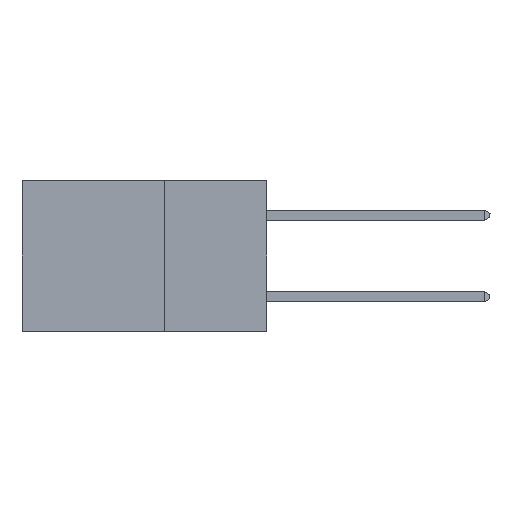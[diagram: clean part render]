
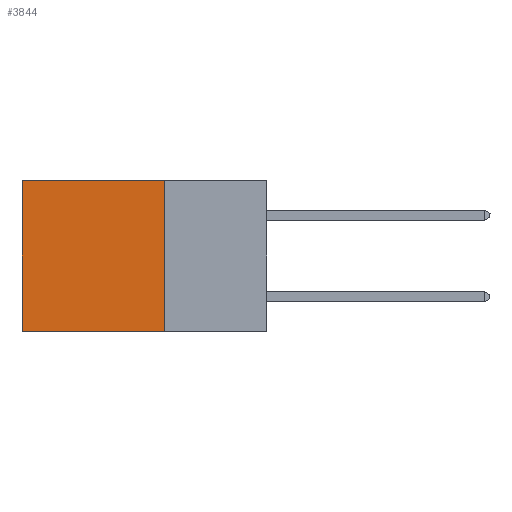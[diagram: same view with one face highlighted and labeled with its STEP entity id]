
A CAD part, left-side view. The second image highlights one B-rep face of the part: STEP entity #3844.
In plain terms, the highlighted planar face has unit normal (-1, 0, 0).
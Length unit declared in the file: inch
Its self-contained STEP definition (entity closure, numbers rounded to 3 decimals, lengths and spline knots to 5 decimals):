
#1085 = LINE ( 'NONE', #11442, #13107 ) ;
#1250 = VERTEX_POINT ( 'NONE', #12705 ) ;
#1257 = CARTESIAN_POINT ( 'NONE',  ( 0.2875, 0.25, 0. ) ) ;
#3353 = CARTESIAN_POINT ( 'NONE',  ( 0.2875, 0.25, 0. ) ) ;
#3731 = ORIENTED_EDGE ( 'NONE', *, *, #13378, .T. ) ;
#3844 = ADVANCED_FACE ( 'NONE', ( #17119 ), #14707, .F. ) ;
#3990 = VERTEX_POINT ( 'NONE', #12282 ) ;
#4301 = CARTESIAN_POINT ( 'NONE',  ( 0.2875, 0.25, -0.37 ) ) ;
#4359 = LINE ( 'NONE', #10255, #18023 ) ;
#4494 = ORIENTED_EDGE ( 'NONE', *, *, #12230, .F. ) ;
#4624 = DIRECTION ( 'NONE',  ( 0., 0., -1. ) ) ;
#5646 = LINE ( 'NONE', #4301, #16510 ) ;
#6242 = LINE ( 'NONE', #3353, #16192 ) ;
#6467 = EDGE_CURVE ( 'NONE', #3990, #8363, #4359, .T. ) ;
#8363 = VERTEX_POINT ( 'NONE', #13800 ) ;
#8413 = CARTESIAN_POINT ( 'NONE',  ( 0.2875, 0.6, -0.37 ) ) ;
#8422 = DIRECTION ( 'NONE',  ( 0., 0., -1. ) ) ;
#8607 = DIRECTION ( 'NONE',  ( 0., 0., -1. ) ) ;
#10202 = VERTEX_POINT ( 'NONE', #8413 ) ;
#10255 = CARTESIAN_POINT ( 'NONE',  ( 0.2875, 0.25, 0. ) ) ;
#11442 = CARTESIAN_POINT ( 'NONE',  ( 0.2875, 0.6, 0. ) ) ;
#12230 = EDGE_CURVE ( 'NONE', #3990, #1250, #6242, .T. ) ;
#12282 = CARTESIAN_POINT ( 'NONE',  ( 0.2875, 0.25, 0. ) ) ;
#12705 = CARTESIAN_POINT ( 'NONE',  ( 0.2875, 0.25, -0.37 ) ) ;
#12910 = ORIENTED_EDGE ( 'NONE', *, *, #14184, .F. ) ;
#13006 = DIRECTION ( 'NONE',  ( 0., 1., 0. ) ) ;
#13107 = VECTOR ( 'NONE', #8422, 39.37008 ) ;
#13262 = DIRECTION ( 'NONE',  ( 1., 0., 0. ) ) ;
#13378 = EDGE_CURVE ( 'NONE', #8363, #10202, #1085, .T. ) ;
#13642 = ORIENTED_EDGE ( 'NONE', *, *, #6467, .T. ) ;
#13800 = CARTESIAN_POINT ( 'NONE',  ( 0.2875, 0.6, 0. ) ) ;
#14184 = EDGE_CURVE ( 'NONE', #1250, #10202, #5646, .T. ) ;
#14707 = PLANE ( 'NONE',  #15430 ) ;
#15430 = AXIS2_PLACEMENT_3D ( 'NONE', #1257, #13262, #8607 ) ;
#15598 = DIRECTION ( 'NONE',  ( 0., 1., 0. ) ) ;
#16192 = VECTOR ( 'NONE', #4624, 39.37008 ) ;
#16510 = VECTOR ( 'NONE', #13006, 39.37008 ) ;
#16519 = EDGE_LOOP ( 'NONE', ( #3731, #12910, #4494, #13642 ) ) ;
#17119 = FACE_OUTER_BOUND ( 'NONE', #16519, .T. ) ;
#18023 = VECTOR ( 'NONE', #15598, 39.37008 ) ;
